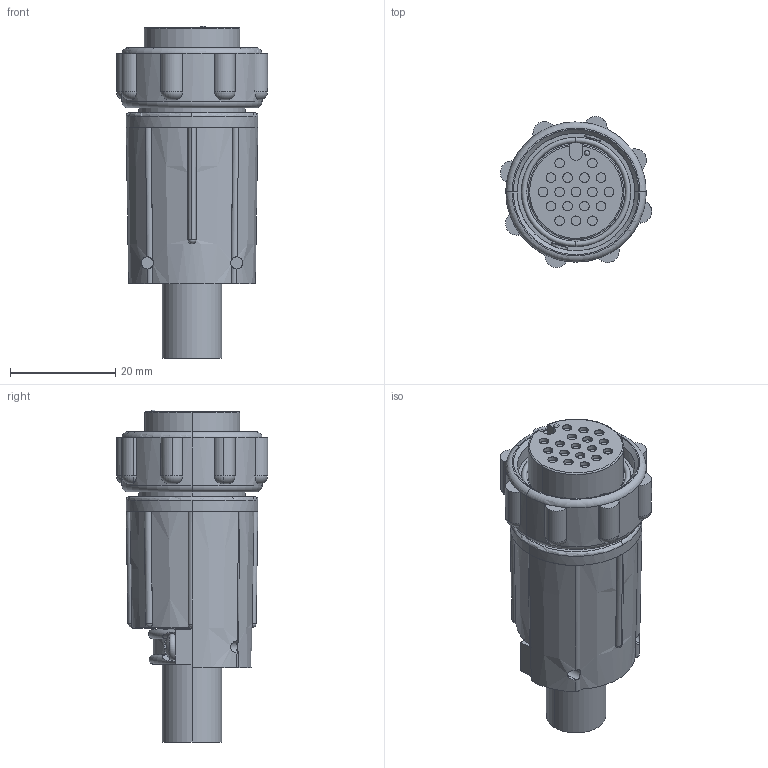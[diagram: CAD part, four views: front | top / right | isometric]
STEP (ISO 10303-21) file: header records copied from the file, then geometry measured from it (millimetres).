
FILE_DESCRIPTION (( 'STEP AP203' ), '1' );
FILE_NAME ('13280-18SG-331.STEP', '2014-03-14T18:28:53', ( '21FPBF1' ), ( 'Conxall' ), 'SwSTEP 2.0', 'SolidWorks 2012', '' );
FILE_SCHEMA (( 'CONFIG_CONTROL_DESIGN' ));
Length unit declared in the file: inch
Products named in the file (1): 13280-18SG-331
Bounding box: 28.75 x 28.74 x 63.17 mm (x, y, z)
Volume: 21171.9 mm3; surface area: 7265.5 mm2
Topology: 1 solids, 1 shells, 319 faces, 764 edges, 490 vertices
Faces by surface type: plane 137, cylinder 127, torus 38, sphere 9, cone 8
Entity records: 11131 total; most frequent: CARTESIAN_POINT 3596, DIRECTION 1639, ORIENTED_EDGE 1518, EDGE_CURVE 759, AXIS2_PLACEMENT_3D 690, VERTEX_POINT 488, CIRCLE 370, EDGE_LOOP 365
